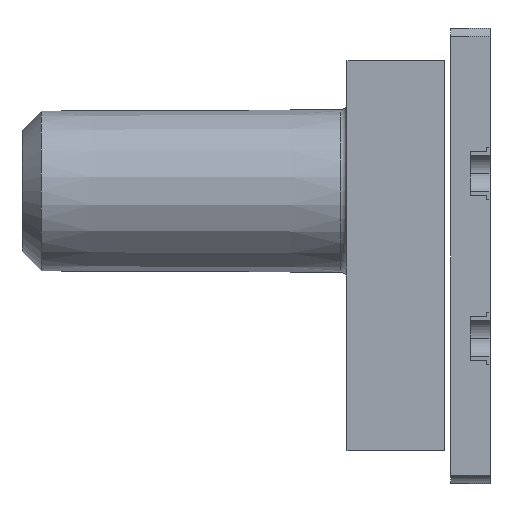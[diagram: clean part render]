
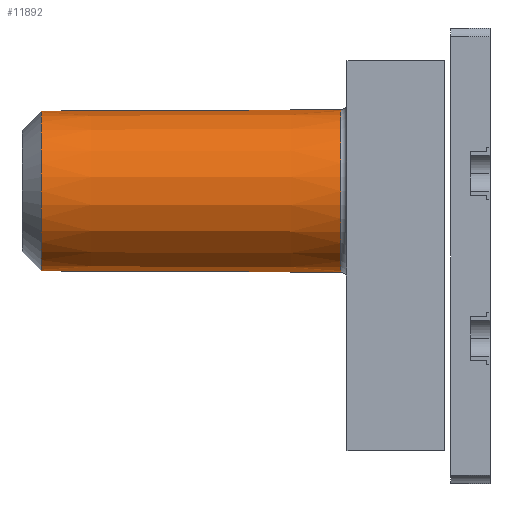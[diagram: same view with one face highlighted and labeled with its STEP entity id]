
A CAD part, left-side view. The second image highlights one B-rep face of the part: STEP entity #11892.
In plain terms, the highlighted conical face has half-angle 0.25 degrees and reference radius 1.25 mm.
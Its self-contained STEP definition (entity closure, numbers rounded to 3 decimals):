
#63 = CONICAL_SURFACE ( 'NONE', #7539, 1.25, 0.004 ) ;
#1196 = CARTESIAN_POINT ( 'NONE',  ( -1., 6.9, 1. ) ) ;
#1985 = EDGE_CURVE ( 'NONE', #5673, #13130, #11509, .T. ) ;
#1987 = DIRECTION ( 'NONE',  ( 0., 1., 0. ) ) ;
#2029 = AXIS2_PLACEMENT_3D ( 'NONE', #1196, #5289, #4403 ) ;
#2190 = CARTESIAN_POINT ( 'NONE',  ( -1., 6.9, -0.229 ) ) ;
#3199 = ORIENTED_EDGE ( 'NONE', *, *, #12886, .T. ) ;
#3334 = VERTEX_POINT ( 'NONE', #8171 ) ;
#3427 = EDGE_CURVE ( 'NONE', #6525, #3334, #7147, .T. ) ;
#4236 = VECTOR ( 'NONE', #12486, 1000. ) ;
#4403 = DIRECTION ( 'NONE',  ( 0., 0., -1. ) ) ;
#4421 = ORIENTED_EDGE ( 'NONE', *, *, #1985, .F. ) ;
#4552 = DIRECTION ( 'NONE',  ( 0., -1., 0. ) ) ;
#5019 = EDGE_LOOP ( 'NONE', ( #3199, #8334, #12400, #4421 ) ) ;
#5289 = DIRECTION ( 'NONE',  ( 0., -1., 0. ) ) ;
#5451 = EDGE_CURVE ( 'NONE', #3334, #13130, #11344, .T. ) ;
#5673 = VERTEX_POINT ( 'NONE', #6732 ) ;
#6353 = CARTESIAN_POINT ( 'NONE',  ( -1., 2.2, -0.25 ) ) ;
#6367 = DIRECTION ( 'NONE',  ( 0., -1., 0.004 ) ) ;
#6525 = VERTEX_POINT ( 'NONE', #2190 ) ;
#6732 = CARTESIAN_POINT ( 'NONE',  ( -1., 6.9, 2.229 ) ) ;
#7147 = LINE ( 'NONE', #6353, #4236 ) ;
#7539 = AXIS2_PLACEMENT_3D ( 'NONE', #8716, #4552, #10868 ) ;
#8171 = CARTESIAN_POINT ( 'NONE',  ( -1., 2.3, -0.25 ) ) ;
#8334 = ORIENTED_EDGE ( 'NONE', *, *, #3427, .T. ) ;
#8716 = CARTESIAN_POINT ( 'NONE',  ( -1., 2.2, 1. ) ) ;
#10101 = CARTESIAN_POINT ( 'NONE',  ( -1., 2.3, 1. ) ) ;
#10831 = CIRCLE ( 'NONE', #2029, 1.229 ) ;
#10868 = DIRECTION ( 'NONE',  ( 0., 0., 1. ) ) ;
#11296 = CARTESIAN_POINT ( 'NONE',  ( -1., 2.2, 2.25 ) ) ;
#11344 = CIRCLE ( 'NONE', #13051, 1.25 ) ;
#11490 = VECTOR ( 'NONE', #6367, 1000. ) ;
#11509 = LINE ( 'NONE', #11296, #11490 ) ;
#11892 = ADVANCED_FACE ( 'NONE', ( #12022 ), #63, .T. ) ;
#11934 = CARTESIAN_POINT ( 'NONE',  ( -1., 2.3, 2.25 ) ) ;
#12022 = FACE_OUTER_BOUND ( 'NONE', #5019, .T. ) ;
#12400 = ORIENTED_EDGE ( 'NONE', *, *, #5451, .T. ) ;
#12486 = DIRECTION ( 'NONE',  ( 0., -1., -0.004 ) ) ;
#12886 = EDGE_CURVE ( 'NONE', #5673, #6525, #10831, .T. ) ;
#13051 = AXIS2_PLACEMENT_3D ( 'NONE', #10101, #1987, #13242 ) ;
#13130 = VERTEX_POINT ( 'NONE', #11934 ) ;
#13242 = DIRECTION ( 'NONE',  ( 0., 0., -1. ) ) ;
